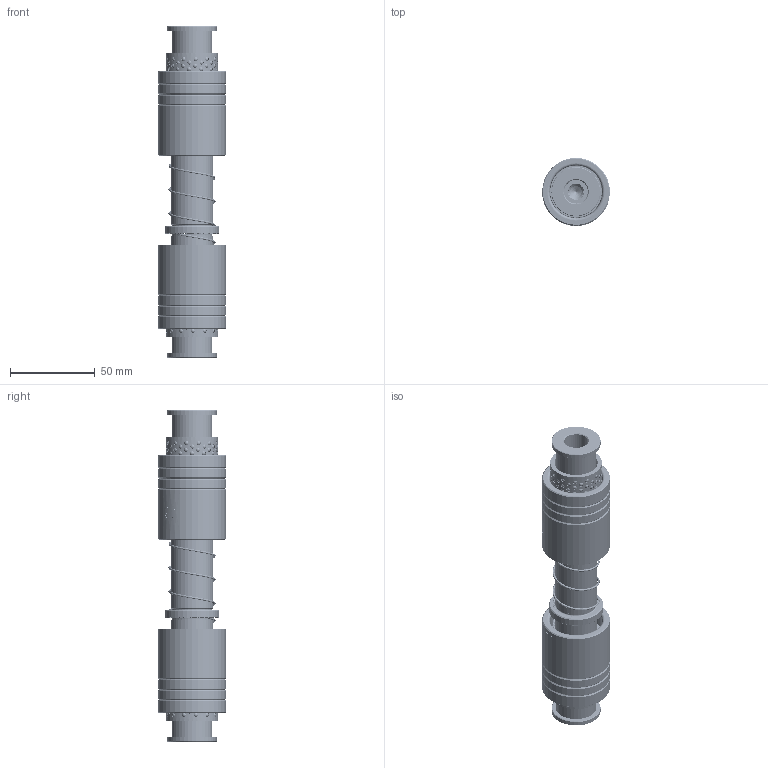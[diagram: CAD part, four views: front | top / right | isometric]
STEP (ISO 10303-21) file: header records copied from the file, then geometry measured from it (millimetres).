
FILE_DESCRIPTION (( 'STEP AP214' ), '1' );
FILE_NAME ('BJGPW BSGPW-D25-LA90-LB50-絳杶50.STEP', '2021-09-29T01:46:38', ( 'User' ), ( 'china' ), 'SwSTEP 2.0', 'SolidWorks 2016', '' );
FILE_SCHEMA (( 'AUTOMOTIVE_DESIGN' ));
Length unit declared in the file: millimetre
Products named in the file (10): BALL-D3; BSH BJH-D30.5-25.5-L45; HWP-B-D27.9-d25.5-L80; HWP-B-D27.9-d25.5-L40; GGTK-D29-d24 - 25; GBBW-D40-d31-L50; GBBW--D40-d31-L50; GPWH-D25-90-50-10; BJGPW BSGPW-D25-LA90-LB50-絳杶50
Assembly tree (270 placements, depth 3):
  BJGPW BSGPW-D25-LA90-LB50-絳杶50
    GPWH-D25-90-50-10
    GBBW--D40-d31-L50
    GBBW-D40-d31-L50
    GGTK-D29-d24 - 25  x2
    HWP-B-D27.9-d25.5-L40
    HWP-B-D27.9-d25.5-L80
    BSH BJH-D30.5-25.5-L45  x2
      BSH BJH-D30.5-25.5-L45
      BALL-D3
Bounding box: 40 x 40 x 196 mm (x, y, z)
Volume: 156409 mm3; surface area: 91161.3 mm2
Topology: 529 solids, 529 shells, 2302 faces, 9980 edges, 6616 vertices
Faces by surface type: sphere 2080, cone 80, cylinder 76, plane 38, torus 16, bspline 12
Entity records: 51168 total; most frequent: CARTESIAN_POINT 30890, ORIENTED_EDGE 4080, DIRECTION 3572, EDGE_CURVE 2040, AXIS2_PLACEMENT_3D 1700, VERTEX_POINT 1330, EDGE_LOOP 1230, B_SPLINE_CURVE_WITH_KNOTS 1140
